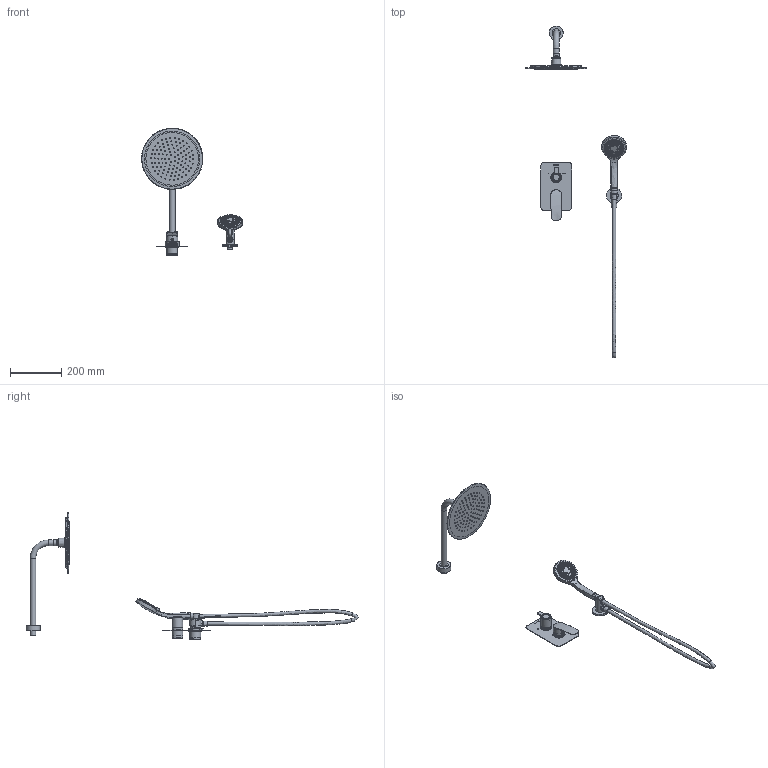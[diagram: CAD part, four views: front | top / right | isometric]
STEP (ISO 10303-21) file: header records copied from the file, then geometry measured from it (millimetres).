
FILE_DESCRIPTION (( 'STEP AP203' ), '1' );
FILE_NAME ('57CP04225.STEP', '2021-04-08T06:48:16', ( '' ), ( '' ), 'SwSTEP 2.0', 'SolidWorks 2018', '' );
FILE_SCHEMA (( 'CONFIG_CONTROL_DESIGN' ));
Length unit declared in the file: millimetre
Products named in the file (1): 57CP04225
Bounding box: 394.6 x 1297.7 x 499.44 mm (x, y, z)
Volume: 1154114.7 mm3; surface area: 364838.1 mm2
Topology: 16 solids, 16 shells, 1115 faces, 2274 edges, 1530 vertices
Faces by surface type: plane 416, cylinder 291, torus 198, cone 144, bspline 62, sphere 4
Full cylindrical faces by diameter (mm): 1 x105, 2 x9, 2.3 x1, 4 x69, 6.2 x1, 6.8 x1, 9.5 x1, 10 x1, 10.5 x1, 12.8 x1, 13.4 x1, 14 x1, 15 x2, 18 x3, 18.1 x1, 18.3 x1, 18.5 x1, 18.6 x1, 18.632 x1, 18.7 x1, 20.6 x1, 20.932 x1, 21 x6, 22 x2, 22.7 x1, 23.3 x1, 24 x1, 25.6 x1, 28 x1, 28.6 x1
Entity records: 38382 total; most frequent: CARTESIAN_POINT 18836, DIRECTION 4203, ORIENTED_EDGE 2792, EDGE_LOOP 2050, AXIS2_PLACEMENT_3D 2032, FACE_OUTER_BOUND 1556, EDGE_CURVE 1396, VERTEX_POINT 1230
